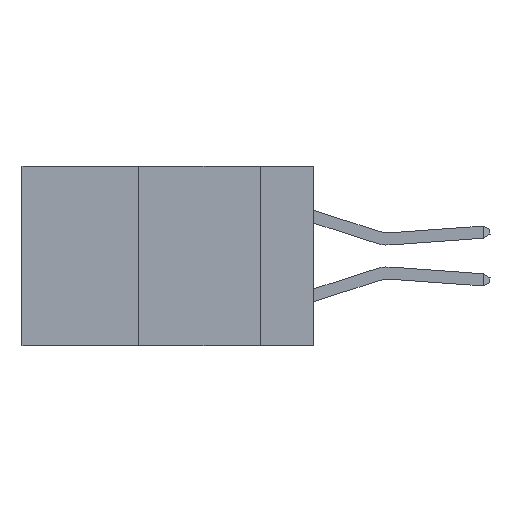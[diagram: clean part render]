
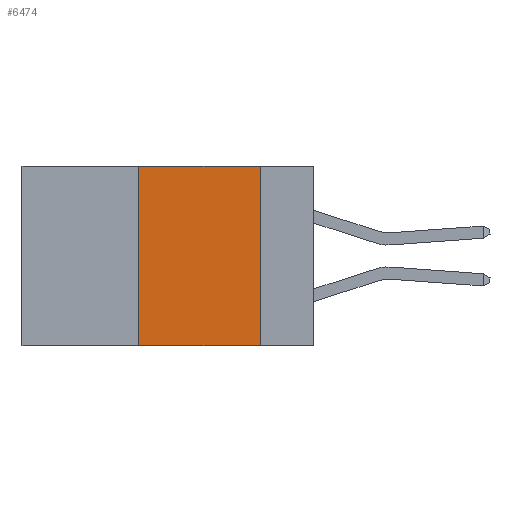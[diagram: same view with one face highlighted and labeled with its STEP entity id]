
A CAD part, left-side view. The second image highlights one B-rep face of the part: STEP entity #6474.
In plain terms, the highlighted planar face has unit normal (-1, 0, 0).
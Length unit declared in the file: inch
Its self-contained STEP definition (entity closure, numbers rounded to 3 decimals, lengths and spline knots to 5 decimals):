
#565 = DIRECTION ( 'NONE',  ( 0., 0., -1. ) ) ;
#931 = LINE ( 'NONE', #4477, #5274 ) ;
#1509 = EDGE_CURVE ( 'NONE', #7021, #4513, #2292, .T. ) ;
#1920 = ORIENTED_EDGE ( 'NONE', *, *, #8830, .T. ) ;
#1978 = DIRECTION ( 'NONE',  ( 0., -1., 0. ) ) ;
#2016 = EDGE_CURVE ( 'NONE', #12618, #7021, #931, .T. ) ;
#2292 = LINE ( 'NONE', #9996, #7891 ) ;
#2478 = ORIENTED_EDGE ( 'NONE', *, *, #1509, .F. ) ;
#2776 = CARTESIAN_POINT ( 'NONE',  ( 0., 0.6, 0. ) ) ;
#3132 = LINE ( 'NONE', #4829, #11538 ) ;
#3840 = CARTESIAN_POINT ( 'NONE',  ( 0., 0.11, 0. ) ) ;
#4477 = CARTESIAN_POINT ( 'NONE',  ( 0., 0.36, 0. ) ) ;
#4513 = VERTEX_POINT ( 'NONE', #3840 ) ;
#4829 = CARTESIAN_POINT ( 'NONE',  ( 0., 0.6, -0.37 ) ) ;
#5274 = VECTOR ( 'NONE', #11796, 39.37008 ) ;
#6158 = DIRECTION ( 'NONE',  ( 0., -1., 0. ) ) ;
#6474 = ADVANCED_FACE ( 'NONE', ( #14499 ), #14822, .F. ) ;
#6719 = CARTESIAN_POINT ( 'NONE',  ( 0., 0.11, -0.37 ) ) ;
#7021 = VERTEX_POINT ( 'NONE', #11714 ) ;
#7313 = AXIS2_PLACEMENT_3D ( 'NONE', #2776, #8721, #565 ) ;
#7891 = VECTOR ( 'NONE', #1978, 39.37008 ) ;
#8273 = CARTESIAN_POINT ( 'NONE',  ( 0., 0.36, -0.37 ) ) ;
#8721 = DIRECTION ( 'NONE',  ( 1., 0., 0. ) ) ;
#8830 = EDGE_CURVE ( 'NONE', #12618, #10826, #3132, .T. ) ;
#9312 = EDGE_CURVE ( 'NONE', #4513, #10826, #14749, .T. ) ;
#9996 = CARTESIAN_POINT ( 'NONE',  ( 0., 0.6, 0. ) ) ;
#10826 = VERTEX_POINT ( 'NONE', #6719 ) ;
#11053 = ORIENTED_EDGE ( 'NONE', *, *, #2016, .F. ) ;
#11538 = VECTOR ( 'NONE', #6158, 39.37008 ) ;
#11714 = CARTESIAN_POINT ( 'NONE',  ( 0., 0.36, 0. ) ) ;
#11796 = DIRECTION ( 'NONE',  ( 0., 0., 1. ) ) ;
#12034 = ORIENTED_EDGE ( 'NONE', *, *, #9312, .F. ) ;
#12618 = VERTEX_POINT ( 'NONE', #8273 ) ;
#13931 = CARTESIAN_POINT ( 'NONE',  ( 0., 0.11, 0. ) ) ;
#14499 = FACE_OUTER_BOUND ( 'NONE', #15023, .T. ) ;
#14749 = LINE ( 'NONE', #13931, #15499 ) ;
#14822 = PLANE ( 'NONE',  #7313 ) ;
#15023 = EDGE_LOOP ( 'NONE', ( #12034, #2478, #11053, #1920 ) ) ;
#15134 = DIRECTION ( 'NONE',  ( 0., 0., -1. ) ) ;
#15499 = VECTOR ( 'NONE', #15134, 39.37008 ) ;
